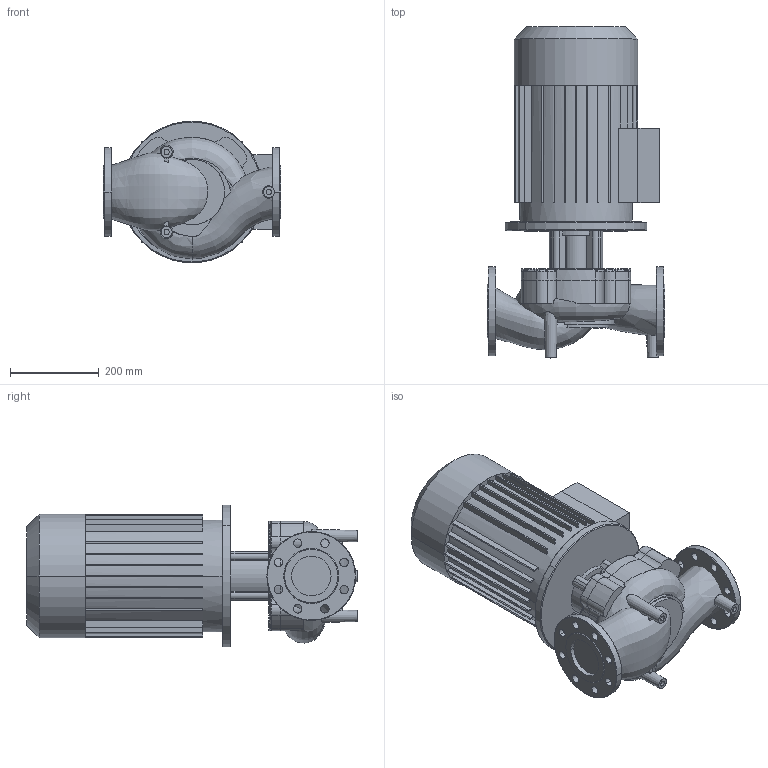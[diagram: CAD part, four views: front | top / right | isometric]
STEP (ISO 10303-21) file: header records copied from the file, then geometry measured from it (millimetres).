
FILE_DESCRIPTION((''),'2;1');
FILE_NAME('3d_IL80_140-7_5_2-2120913.stp','2016-05-24T11:58:54',(''),(''),'Mechanical Desktop 2009','Mechanical Desktop 2009',', , ');
FILE_SCHEMA(('CONFIG_CONTROL_DESIGN'));
Length unit declared in the file: millimetre
Products named in the file (1): Product
Bounding box: 400 x 747.38 x 317.79 mm (x, y, z)
Volume: 38202197.3 mm3; surface area: 1546120.2 mm2
Topology: 10 solids, 10 shells, 485 faces, 1316 edges, 853 vertices
Faces by surface type: plane 148, cylinder 144, bspline 134, torus 48, cone 11
Entity records: 24795 total; most frequent: CARTESIAN_POINT 12622, ORIENTED_EDGE 2612, DIRECTION 2465, EDGE_CURVE 1306, AXIS2_PLACEMENT_3D 958, VERTEX_POINT 852, CIRCLE 606, EDGE_LOOP 550
